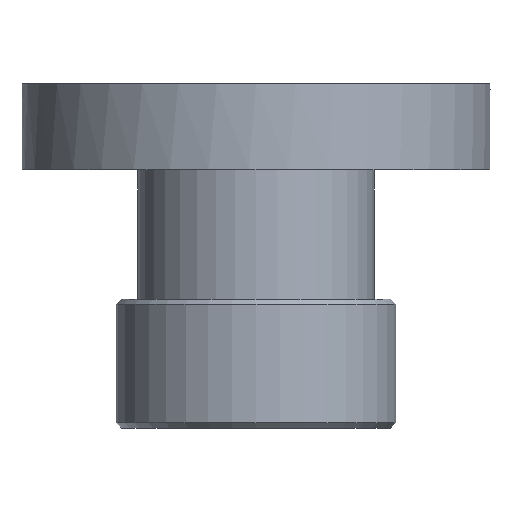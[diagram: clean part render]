
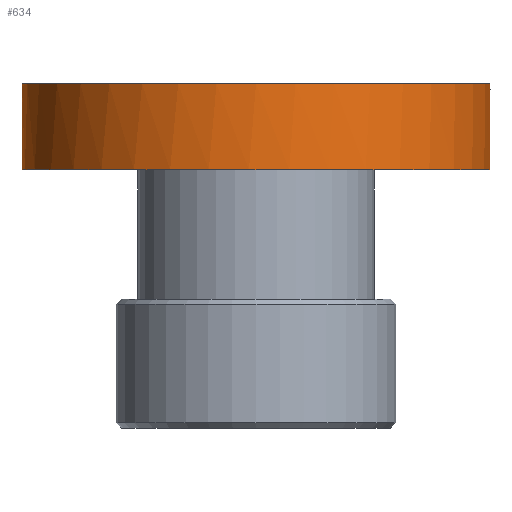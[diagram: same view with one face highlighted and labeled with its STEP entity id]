
A CAD part, left-side view. The second image highlights one B-rep face of the part: STEP entity #634.
In plain terms, the highlighted cylindrical face has radius 34.544 mm (diameter 69.088 mm), a full revolution.
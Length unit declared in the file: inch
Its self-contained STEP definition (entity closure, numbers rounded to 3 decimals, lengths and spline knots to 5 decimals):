
#23=B_SPLINE_CURVE_WITH_KNOTS('',3,(#1022,#1023,#1024,#1025,#1026,#1027,
#1028,#1029),.UNSPECIFIED.,.F.,.F.,(4,2,2,4),(0.29859,0.37323,
0.44788,0.47171),.UNSPECIFIED.);
#24=B_SPLINE_CURVE_WITH_KNOTS('',3,(#1031,#1032,#1033,#1034,#1035,#1036,
#1037,#1038),.UNSPECIFIED.,.F.,.F.,(4,2,2,4),(0.12546,0.14929,
0.22394,0.29859),.UNSPECIFIED.);
#27=B_SPLINE_CURVE_WITH_KNOTS('',3,(#1090,#1091,#1092,#1093,#1094,#1095,
#1096,#1097),.UNSPECIFIED.,.F.,.F.,(4,2,2,4),(0.29859,0.37323,
0.44788,0.47171),.UNSPECIFIED.);
#28=B_SPLINE_CURVE_WITH_KNOTS('',3,(#1099,#1100,#1101,#1102,#1103,#1104,
#1105,#1106),.UNSPECIFIED.,.F.,.F.,(4,2,2,4),(0.12546,0.14929,
0.22394,0.29859),.UNSPECIFIED.);
#49=CYLINDRICAL_SURFACE('',#739,1.36);
#99=FACE_BOUND('',#228,.T.);
#152=FACE_OUTER_BOUND('',#227,.T.);
#227=EDGE_LOOP('',(#507,#508,#509,#510,#511,#512));
#228=EDGE_LOOP('',(#513));
#287=CIRCLE('',#714,1.36);
#302=CIRCLE('',#740,1.36);
#303=CIRCLE('',#741,1.36);
#334=VERTEX_POINT('',#1020);
#335=VERTEX_POINT('',#1021);
#336=VERTEX_POINT('',#1030);
#342=VERTEX_POINT('',#1079);
#346=VERTEX_POINT('',#1089);
#347=VERTEX_POINT('',#1098);
#359=VERTEX_POINT('',#1141);
#390=EDGE_CURVE('',#334,#335,#23,.T.);
#391=EDGE_CURVE('',#336,#334,#24,.T.);
#399=EDGE_CURVE('',#342,#336,#287,.T.);
#404=EDGE_CURVE('',#346,#342,#27,.T.);
#405=EDGE_CURVE('',#347,#346,#28,.T.);
#418=EDGE_CURVE('',#335,#347,#302,.T.);
#419=EDGE_CURVE('',#359,#359,#303,.T.);
#507=ORIENTED_EDGE('',*,*,#390,.T.);
#508=ORIENTED_EDGE('',*,*,#418,.T.);
#509=ORIENTED_EDGE('',*,*,#405,.T.);
#510=ORIENTED_EDGE('',*,*,#404,.T.);
#511=ORIENTED_EDGE('',*,*,#399,.T.);
#512=ORIENTED_EDGE('',*,*,#391,.T.);
#513=ORIENTED_EDGE('',*,*,#419,.T.);
#634=ADVANCED_FACE('',(#152,#99),#49,.T.);
#714=AXIS2_PLACEMENT_3D('',#1080,#855,#856);
#739=AXIS2_PLACEMENT_3D('',#1139,#907,#908);
#740=AXIS2_PLACEMENT_3D('',#1140,#909,#910);
#741=AXIS2_PLACEMENT_3D('',#1142,#911,#912);
#855=DIRECTION('center_axis',(0.,0.,-1.));
#856=DIRECTION('ref_axis',(-1.,0.,0.));
#907=DIRECTION('center_axis',(0.,0.,-1.));
#908=DIRECTION('ref_axis',(-1.,0.,0.));
#909=DIRECTION('center_axis',(0.,0.,-1.));
#910=DIRECTION('ref_axis',(-1.,0.,0.));
#911=DIRECTION('center_axis',(0.,0.,1.));
#912=DIRECTION('ref_axis',(-1.,0.,0.));
#1020=CARTESIAN_POINT('',(0.,1.36,-0.03));
#1021=CARTESIAN_POINT('',(0.06148,1.35861,0.));
#1022=CARTESIAN_POINT('Ctrl Pts',(0.,1.36,-0.03));
#1023=CARTESIAN_POINT('Ctrl Pts',(0.0098,1.36,-0.03));
#1024=CARTESIAN_POINT('Ctrl Pts',(0.02024,1.35988,-0.02804));
#1025=CARTESIAN_POINT('Ctrl Pts',(0.03946,1.35946,-0.02008));
#1026=CARTESIAN_POINT('Ctrl Pts',(0.04823,1.35916,-0.01408));
#1027=CARTESIAN_POINT('Ctrl Pts',(0.05737,1.35879,-0.00494));
#1028=CARTESIAN_POINT('Ctrl Pts',(0.05949,1.3587,-0.00255));
#1029=CARTESIAN_POINT('Ctrl Pts',(0.06148,1.35861,0.));
#1030=CARTESIAN_POINT('',(-0.06148,1.35861,0.));
#1031=CARTESIAN_POINT('Ctrl Pts',(-0.06148,1.35861,
0.));
#1032=CARTESIAN_POINT('Ctrl Pts',(-0.05949,1.3587,
-0.00255));
#1033=CARTESIAN_POINT('Ctrl Pts',(-0.05737,1.35879,-0.00494));
#1034=CARTESIAN_POINT('Ctrl Pts',(-0.04823,1.35916,-0.01408));
#1035=CARTESIAN_POINT('Ctrl Pts',(-0.03946,1.35946,
-0.02008));
#1036=CARTESIAN_POINT('Ctrl Pts',(-0.02024,1.35988,-0.02804));
#1037=CARTESIAN_POINT('Ctrl Pts',(-0.0098,1.36,-0.03));
#1038=CARTESIAN_POINT('Ctrl Pts',(0.,1.36,-0.03));
#1079=CARTESIAN_POINT('',(-0.06148,-1.35861,0.));
#1080=CARTESIAN_POINT('Origin',(0.,0.,0.));
#1089=CARTESIAN_POINT('',(0.,-1.36,-0.03));
#1090=CARTESIAN_POINT('Ctrl Pts',(0.,-1.36,-0.03));
#1091=CARTESIAN_POINT('Ctrl Pts',(-0.0098,-1.36,-0.03));
#1092=CARTESIAN_POINT('Ctrl Pts',(-0.02024,-1.35988,
-0.02804));
#1093=CARTESIAN_POINT('Ctrl Pts',(-0.03946,-1.35946,
-0.02008));
#1094=CARTESIAN_POINT('Ctrl Pts',(-0.04823,-1.35916,
-0.01408));
#1095=CARTESIAN_POINT('Ctrl Pts',(-0.05737,-1.35879,
-0.00494));
#1096=CARTESIAN_POINT('Ctrl Pts',(-0.05949,-1.3587,
-0.00255));
#1097=CARTESIAN_POINT('Ctrl Pts',(-0.06148,-1.35861,
0.));
#1098=CARTESIAN_POINT('',(0.06148,-1.35861,0.));
#1099=CARTESIAN_POINT('Ctrl Pts',(0.06148,-1.35861,
0.));
#1100=CARTESIAN_POINT('Ctrl Pts',(0.05949,-1.3587,
-0.00255));
#1101=CARTESIAN_POINT('Ctrl Pts',(0.05737,-1.35879,-0.00494));
#1102=CARTESIAN_POINT('Ctrl Pts',(0.04823,-1.35916,
-0.01408));
#1103=CARTESIAN_POINT('Ctrl Pts',(0.03946,-1.35946,
-0.02008));
#1104=CARTESIAN_POINT('Ctrl Pts',(0.02024,-1.35988,-0.02804));
#1105=CARTESIAN_POINT('Ctrl Pts',(0.0098,-1.36,-0.03));
#1106=CARTESIAN_POINT('Ctrl Pts',(0.,-1.36,-0.03));
#1139=CARTESIAN_POINT('Origin',(0.,0.,0.));
#1140=CARTESIAN_POINT('Origin',(0.,0.,0.));
#1141=CARTESIAN_POINT('',(1.36,0.,-0.5));
#1142=CARTESIAN_POINT('Origin',(0.,0.,-0.5));
